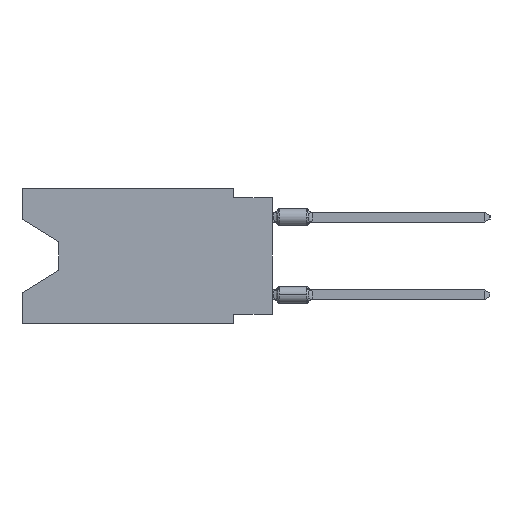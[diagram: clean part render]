
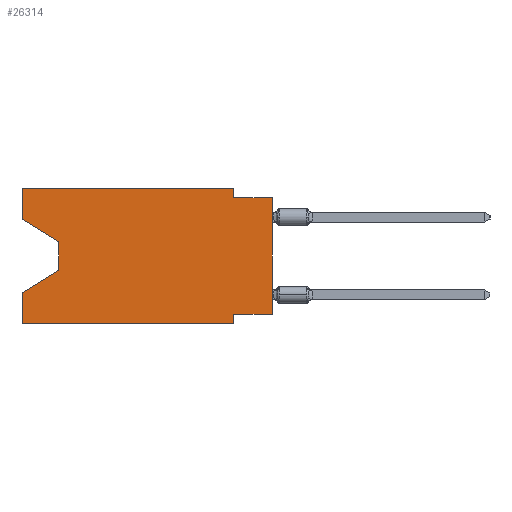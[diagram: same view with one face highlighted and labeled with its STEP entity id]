
A CAD part, left-side view. The second image highlights one B-rep face of the part: STEP entity #26314.
In plain terms, the highlighted planar face has unit normal (-1, 0, 0).
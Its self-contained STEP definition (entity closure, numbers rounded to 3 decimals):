
#566 = VECTOR ( 'NONE', #42507, 1000. ) ;
#1304 = VECTOR ( 'NONE', #14607, 1000. ) ;
#1344 = VERTEX_POINT ( 'NONE', #21628 ) ;
#1674 = LINE ( 'NONE', #26293, #33209 ) ;
#1829 = VERTEX_POINT ( 'NONE', #18714 ) ;
#2108 = CARTESIAN_POINT ( 'NONE',  ( 0., 13.97, -5.385 ) ) ;
#2132 = ORIENTED_EDGE ( 'NONE', *, *, #33235, .T. ) ;
#3298 = ORIENTED_EDGE ( 'NONE', *, *, #40046, .T. ) ;
#3994 = VECTOR ( 'NONE', #6343, 1000. ) ;
#5032 = EDGE_CURVE ( 'NONE', #42296, #11867, #17543, .T. ) ;
#5210 = VERTEX_POINT ( 'NONE', #8764 ) ;
#5985 = EDGE_LOOP ( 'NONE', ( #7980, #37515, #30069, #32008, #2132, #16851, #18343, #3298, #30041, #19711, #39094, #29944 ) ) ;
#6343 = DIRECTION ( 'NONE',  ( 0., 0.855, -0.519 ) ) ;
#7046 = CARTESIAN_POINT ( 'NONE',  ( 0., 13.97, -5.385 ) ) ;
#7114 = LINE ( 'NONE', #14009, #16884 ) ;
#7932 = VECTOR ( 'NONE', #9658, 1000. ) ;
#7980 = ORIENTED_EDGE ( 'NONE', *, *, #30576, .T. ) ;
#8237 = FACE_OUTER_BOUND ( 'NONE', #5985, .T. ) ;
#8764 = CARTESIAN_POINT ( 'NONE',  ( 0., 13.97, -3.505 ) ) ;
#9440 = LINE ( 'NONE', #18996, #44050 ) ;
#9460 = VERTEX_POINT ( 'NONE', #10197 ) ;
#9658 = DIRECTION ( 'NONE',  ( 0., 0., 1. ) ) ;
#9824 = DIRECTION ( 'NONE',  ( 0., 0., -1. ) ) ;
#10197 = CARTESIAN_POINT ( 'NONE',  ( 0., 2.54, -8.89 ) ) ;
#11087 = LINE ( 'NONE', #7046, #3994 ) ;
#11867 = VERTEX_POINT ( 'NONE', #12760 ) ;
#12541 = DIRECTION ( 'NONE',  ( 0., -0.855, -0.519 ) ) ;
#12760 = CARTESIAN_POINT ( 'NONE',  ( 0., 16.383, -6.852 ) ) ;
#13206 = CARTESIAN_POINT ( 'NONE',  ( 0., 0., -8.255 ) ) ;
#13394 = LINE ( 'NONE', #38695, #34818 ) ;
#14009 = CARTESIAN_POINT ( 'NONE',  ( 0., 0., -0.635 ) ) ;
#14607 = DIRECTION ( 'NONE',  ( 0., 0., -1. ) ) ;
#16851 = ORIENTED_EDGE ( 'NONE', *, *, #22352, .F. ) ;
#16884 = VECTOR ( 'NONE', #28416, 1000. ) ;
#17543 = LINE ( 'NONE', #31983, #42019 ) ;
#17718 = LINE ( 'NONE', #24809, #42938 ) ;
#17920 = LINE ( 'NONE', #36366, #1304 ) ;
#18051 = CARTESIAN_POINT ( 'NONE',  ( 0., 16.383, 0. ) ) ;
#18343 = ORIENTED_EDGE ( 'NONE', *, *, #18951, .F. ) ;
#18714 = CARTESIAN_POINT ( 'NONE',  ( 0., 2.54, 0. ) ) ;
#18951 = EDGE_CURVE ( 'NONE', #30959, #33041, #42043, .T. ) ;
#18984 = DIRECTION ( 'NONE',  ( 0., 0., 1. ) ) ;
#18996 = CARTESIAN_POINT ( 'NONE',  ( 0., 16.383, -2.038 ) ) ;
#19257 = EDGE_CURVE ( 'NONE', #1829, #43051, #17718, .T. ) ;
#19711 = ORIENTED_EDGE ( 'NONE', *, *, #19257, .F. ) ;
#21103 = VERTEX_POINT ( 'NONE', #2108 ) ;
#21628 = CARTESIAN_POINT ( 'NONE',  ( 0., 16.383, -2.038 ) ) ;
#21894 = CARTESIAN_POINT ( 'NONE',  ( 0., 0., -0.635 ) ) ;
#22008 = CARTESIAN_POINT ( 'NONE',  ( 0., 16.383, 0. ) ) ;
#22352 = EDGE_CURVE ( 'NONE', #33041, #9460, #13394, .T. ) ;
#22669 = DIRECTION ( 'NONE',  ( 0., 0., -1. ) ) ;
#22908 = AXIS2_PLACEMENT_3D ( 'NONE', #39784, #40663, #22669 ) ;
#23101 = VECTOR ( 'NONE', #35905, 1000. ) ;
#24809 = CARTESIAN_POINT ( 'NONE',  ( 0., 2.54, 0. ) ) ;
#24841 = CARTESIAN_POINT ( 'NONE',  ( 0., 2.54, -0.635 ) ) ;
#25252 = LINE ( 'NONE', #25726, #23101 ) ;
#25726 = CARTESIAN_POINT ( 'NONE',  ( 0., 16.383, -8.89 ) ) ;
#26293 = CARTESIAN_POINT ( 'NONE',  ( 0., 0., 0. ) ) ;
#26314 = ADVANCED_FACE ( 'NONE', ( #8237 ), #39083, .F. ) ;
#26341 = EDGE_CURVE ( 'NONE', #43051, #43995, #7114, .T. ) ;
#27050 = LINE ( 'NONE', #45869, #7932 ) ;
#28258 = VECTOR ( 'NONE', #43128, 1000. ) ;
#28416 = DIRECTION ( 'NONE',  ( 0., -1., 0. ) ) ;
#28448 = LINE ( 'NONE', #18051, #28258 ) ;
#29944 = ORIENTED_EDGE ( 'NONE', *, *, #33028, .F. ) ;
#30041 = ORIENTED_EDGE ( 'NONE', *, *, #26341, .F. ) ;
#30069 = ORIENTED_EDGE ( 'NONE', *, *, #30624, .T. ) ;
#30576 = EDGE_CURVE ( 'NONE', #1344, #5210, #9440, .T. ) ;
#30624 = EDGE_CURVE ( 'NONE', #21103, #11867, #11087, .T. ) ;
#30959 = VERTEX_POINT ( 'NONE', #39577 ) ;
#31184 = CARTESIAN_POINT ( 'NONE',  ( 0., 2.54, -8.255 ) ) ;
#31983 = CARTESIAN_POINT ( 'NONE',  ( 0., 16.383, 0. ) ) ;
#32008 = ORIENTED_EDGE ( 'NONE', *, *, #5032, .F. ) ;
#32152 = DIRECTION ( 'NONE',  ( 0., 0., -1. ) ) ;
#33028 = EDGE_CURVE ( 'NONE', #1344, #39108, #27050, .T. ) ;
#33041 = VERTEX_POINT ( 'NONE', #31184 ) ;
#33209 = VECTOR ( 'NONE', #18984, 1000. ) ;
#33232 = CARTESIAN_POINT ( 'NONE',  ( 0., 16.383, -8.89 ) ) ;
#33235 = EDGE_CURVE ( 'NONE', #42296, #9460, #25252, .T. ) ;
#34818 = VECTOR ( 'NONE', #9824, 1000. ) ;
#35091 = EDGE_CURVE ( 'NONE', #5210, #21103, #17920, .T. ) ;
#35905 = DIRECTION ( 'NONE',  ( 0., -1., 0. ) ) ;
#36366 = CARTESIAN_POINT ( 'NONE',  ( 0., 13.97, -3.505 ) ) ;
#37515 = ORIENTED_EDGE ( 'NONE', *, *, #35091, .T. ) ;
#38695 = CARTESIAN_POINT ( 'NONE',  ( 0., 2.54, -8.89 ) ) ;
#39083 = PLANE ( 'NONE',  #22908 ) ;
#39094 = ORIENTED_EDGE ( 'NONE', *, *, #44442, .F. ) ;
#39108 = VERTEX_POINT ( 'NONE', #22008 ) ;
#39577 = CARTESIAN_POINT ( 'NONE',  ( 0., 0., -8.255 ) ) ;
#39784 = CARTESIAN_POINT ( 'NONE',  ( 0., 16.383, 0. ) ) ;
#40046 = EDGE_CURVE ( 'NONE', #30959, #43995, #1674, .T. ) ;
#40495 = DIRECTION ( 'NONE',  ( 0., 0., 1. ) ) ;
#40663 = DIRECTION ( 'NONE',  ( 1., 0., 0. ) ) ;
#42019 = VECTOR ( 'NONE', #40495, 1000. ) ;
#42043 = LINE ( 'NONE', #13206, #566 ) ;
#42296 = VERTEX_POINT ( 'NONE', #33232 ) ;
#42507 = DIRECTION ( 'NONE',  ( 0., 1., 0. ) ) ;
#42938 = VECTOR ( 'NONE', #32152, 1000. ) ;
#43051 = VERTEX_POINT ( 'NONE', #24841 ) ;
#43128 = DIRECTION ( 'NONE',  ( 0., -1., 0. ) ) ;
#43995 = VERTEX_POINT ( 'NONE', #21894 ) ;
#44050 = VECTOR ( 'NONE', #12541, 1000. ) ;
#44442 = EDGE_CURVE ( 'NONE', #39108, #1829, #28448, .T. ) ;
#45869 = CARTESIAN_POINT ( 'NONE',  ( 0., 16.383, 0. ) ) ;
